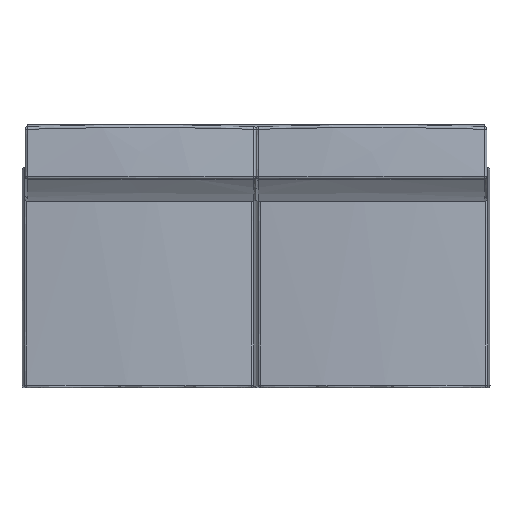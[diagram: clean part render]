
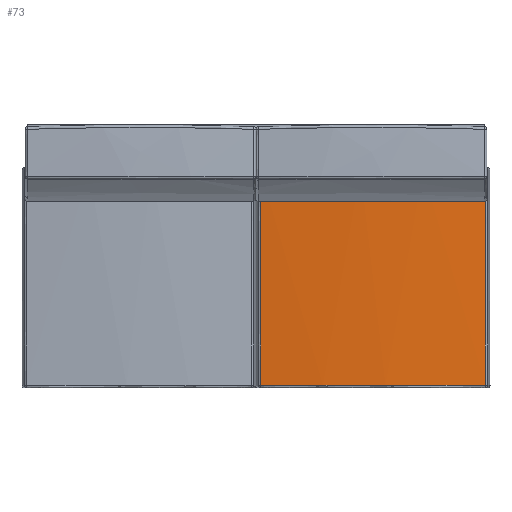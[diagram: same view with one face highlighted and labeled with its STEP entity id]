
A CAD part, top view. The second image highlights one B-rep face of the part: STEP entity #73.
In plain terms, the highlighted free-form (B-spline) face has degree [2, 1] with [3, 2] control points.
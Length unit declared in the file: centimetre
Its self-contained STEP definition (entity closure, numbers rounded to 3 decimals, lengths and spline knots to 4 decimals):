
#73=ADVANCED_FACE($,(#221),#1561,.T.);
#221=FACE_OUTER_BOUND($,#369,.T.);
#369=EDGE_LOOP($,(#526,#527,#528,#529));
#526=ORIENTED_EDGE($,*,*,#1117,.F.);
#527=ORIENTED_EDGE($,*,*,#1116,.F.);
#528=ORIENTED_EDGE($,*,*,#1115,.T.);
#529=ORIENTED_EDGE($,*,*,#1114,.F.);
#1114=EDGE_CURVE($,#1408,#1409,#1720,.T.);
#1115=EDGE_CURVE($,#1410,#1409,#1721,.T.);
#1116=EDGE_CURVE($,#1410,#1411,#1722,.T.);
#1117=EDGE_CURVE($,#1411,#1408,#1723,.T.);
#1408=VERTEX_POINT($,#2644);
#1409=VERTEX_POINT($,#2645);
#1410=VERTEX_POINT($,#2646);
#1411=VERTEX_POINT($,#2647);
#1561=(
BOUNDED_SURFACE()
B_SPLINE_SURFACE(2,1,((#2294,#2295),(#2296,#2297),(#2298,#2299)),.UNSPECIFIED.,
.F.,.F.,.F.)
B_SPLINE_SURFACE_WITH_KNOTS((3,3),(2,2),(-145.8084,-62.8231),
(0.2139,80.9864),.UNSPECIFIED.)
GEOMETRIC_REPRESENTATION_ITEM()
RATIONAL_B_SPLINE_SURFACE(((1.,1.),(0.996,
0.996),(1.,1.)))
REPRESENTATION_ITEM($)
SURFACE()
);
#1720=(
BOUNDED_CURVE()
B_SPLINE_CURVE(3,(#2142,#2143,#2144,#2145,#2146),.UNSPECIFIED.,.F.,.F.)
B_SPLINE_CURVE_WITH_KNOTS((4,1,4),(0.7067,39.7104,81.2779),
.UNSPECIFIED.)
CURVE()
GEOMETRIC_REPRESENTATION_ITEM()
RATIONAL_B_SPLINE_CURVE((1.,1.,1.,1.,1.))
REPRESENTATION_ITEM($)
);
#1721=(
BOUNDED_CURVE()
B_SPLINE_CURVE(3,(#2147,#2148,#2149,#2150),.UNSPECIFIED.,.F.,.F.)
B_SPLINE_CURVE_WITH_KNOTS((4,4),(1.,79.9),.UNSPECIFIED.)
CURVE()
GEOMETRIC_REPRESENTATION_ITEM()
RATIONAL_B_SPLINE_CURVE((1.,1.,1.,1.))
REPRESENTATION_ITEM($)
);
#1722=(
BOUNDED_CURVE()
B_SPLINE_CURVE(3,(#2151,#2152,#2153,#2154,#2155),.UNSPECIFIED.,.F.,.F.)
B_SPLINE_CURVE_WITH_KNOTS((4,1,4),(0.7067,39.7104,81.2779),
.UNSPECIFIED.)
CURVE()
GEOMETRIC_REPRESENTATION_ITEM()
RATIONAL_B_SPLINE_CURVE((1.,1.,1.,1.,1.))
REPRESENTATION_ITEM($)
);
#1723=(
BOUNDED_CURVE()
B_SPLINE_CURVE(3,(#2156,#2157,#2158,#2159),.UNSPECIFIED.,.F.,.F.)
B_SPLINE_CURVE_WITH_KNOTS((4,4),(1.,79.9),.UNSPECIFIED.)
CURVE()
GEOMETRIC_REPRESENTATION_ITEM()
RATIONAL_B_SPLINE_CURVE((1.,1.,1.,1.))
REPRESENTATION_ITEM($)
);
#2142=CARTESIAN_POINT($,(12440.1698,-2362.2812,23.1019));
#2143=CARTESIAN_POINT($,(12453.4585,-2362.2812,24.3478));
#2144=CARTESIAN_POINT($,(12481.0317,-2362.2812,25.6785));
#2145=CARTESIAN_POINT($,(12508.613,-2362.2812,24.4297));
#2146=CARTESIAN_POINT($,(12522.7752,-2362.2812,23.1019));
#2147=CARTESIAN_POINT($,(12522.7752,-2441.1812,23.1019));
#2148=CARTESIAN_POINT($,(12522.7752,-2414.8812,23.1019));
#2149=CARTESIAN_POINT($,(12522.7752,-2388.5812,23.1019));
#2150=CARTESIAN_POINT($,(12522.7752,-2362.2812,23.1019));
#2151=CARTESIAN_POINT($,(12522.7752,-2441.1812,23.1019));
#2152=CARTESIAN_POINT($,(12509.4865,-2441.1812,24.3478));
#2153=CARTESIAN_POINT($,(12481.9132,-2441.1812,25.6785));
#2154=CARTESIAN_POINT($,(12454.332,-2441.1812,24.4297));
#2155=CARTESIAN_POINT($,(12440.1698,-2441.1812,23.1019));
#2156=CARTESIAN_POINT($,(12440.1698,-2441.1812,23.1019));
#2157=CARTESIAN_POINT($,(12440.1698,-2414.8812,23.1019));
#2158=CARTESIAN_POINT($,(12440.1698,-2388.5812,23.1019));
#2159=CARTESIAN_POINT($,(12440.1698,-2362.2812,23.1019));
#2294=CARTESIAN_POINT($,(12440.1698,-2441.9702,23.1019));
#2295=CARTESIAN_POINT($,(12440.1698,-2362.2812,23.1019));
#2296=CARTESIAN_POINT($,(12481.4725,-2441.9702,26.9737));
#2297=CARTESIAN_POINT($,(12481.4725,-2362.2812,26.9737));
#2298=CARTESIAN_POINT($,(12522.7752,-2441.9702,23.1019));
#2299=CARTESIAN_POINT($,(12522.7752,-2362.2812,23.1019));
#2644=CARTESIAN_POINT($,(12440.1698,-2362.2812,23.1019));
#2645=CARTESIAN_POINT($,(12522.7752,-2362.2812,23.1019));
#2646=CARTESIAN_POINT($,(12522.7752,-2441.1812,23.1019));
#2647=CARTESIAN_POINT($,(12440.1698,-2441.1812,23.1019));
